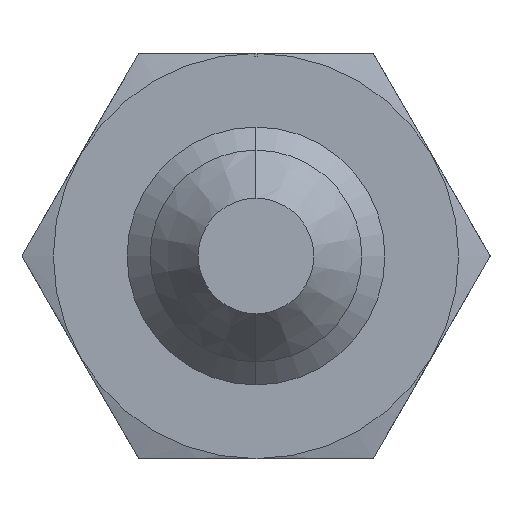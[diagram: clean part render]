
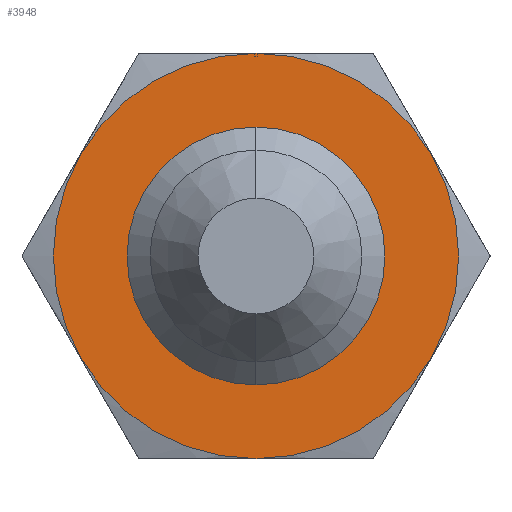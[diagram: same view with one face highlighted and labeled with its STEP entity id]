
A CAD part, left-side view. The second image highlights one B-rep face of the part: STEP entity #3948.
In plain terms, the highlighted planar face has unit normal (-1, 0, 0).
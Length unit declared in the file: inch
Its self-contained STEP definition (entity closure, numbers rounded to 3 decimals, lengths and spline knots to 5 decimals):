
#280 = CARTESIAN_POINT ( 'NONE',  ( 0.55, 0., -0.212 ) ) ;
#362 = DIRECTION ( 'NONE',  ( 0., 0., 1. ) ) ;
#689 = DIRECTION ( 'NONE',  ( 1., 0., 0. ) ) ;
#780 = AXIS2_PLACEMENT_3D ( 'NONE', #2320, #689, #2227 ) ;
#809 = CIRCLE ( 'NONE', #780, 0.34375 ) ;
#854 = EDGE_LOOP ( 'NONE', ( #979, #1412 ) ) ;
#955 = EDGE_CURVE ( 'NONE', #2362, #1133, #809, .T. ) ;
#979 = ORIENTED_EDGE ( 'NONE', *, *, #3481, .T. ) ;
#1129 = DIRECTION ( 'NONE',  ( 1., 0., 0. ) ) ;
#1133 = VERTEX_POINT ( 'NONE', #1143 ) ;
#1143 = CARTESIAN_POINT ( 'NONE',  ( 0.55, 0., -0.34375 ) ) ;
#1279 = CIRCLE ( 'NONE', #1404, 0.212 ) ;
#1309 = VERTEX_POINT ( 'NONE', #3417 ) ;
#1404 = AXIS2_PLACEMENT_3D ( 'NONE', #1773, #1129, #2117 ) ;
#1412 = ORIENTED_EDGE ( 'NONE', *, *, #1502, .T. ) ;
#1502 = EDGE_CURVE ( 'NONE', #1309, #2342, #1279, .T. ) ;
#1637 = CARTESIAN_POINT ( 'NONE',  ( 0.55, 0.34375, 0. ) ) ;
#1682 = ORIENTED_EDGE ( 'NONE', *, *, #3767, .F. ) ;
#1773 = CARTESIAN_POINT ( 'NONE',  ( 0.55, 0., 0. ) ) ;
#1838 = EDGE_LOOP ( 'NONE', ( #1682, #3208 ) ) ;
#2117 = DIRECTION ( 'NONE',  ( 0., 0., -1. ) ) ;
#2165 = AXIS2_PLACEMENT_3D ( 'NONE', #2502, #3162, #3501 ) ;
#2227 = DIRECTION ( 'NONE',  ( 0., 0., -1. ) ) ;
#2320 = CARTESIAN_POINT ( 'NONE',  ( 0.55, 0., 0. ) ) ;
#2342 = VERTEX_POINT ( 'NONE', #280 ) ;
#2362 = VERTEX_POINT ( 'NONE', #3941 ) ;
#2397 = AXIS2_PLACEMENT_3D ( 'NONE', #3520, #3180, #3833 ) ;
#2502 = CARTESIAN_POINT ( 'NONE',  ( 0.55, 0., 0. ) ) ;
#2752 = FACE_BOUND ( 'NONE', #854, .T. ) ;
#2842 = AXIS2_PLACEMENT_3D ( 'NONE', #1637, #3000, #362 ) ;
#3000 = DIRECTION ( 'NONE',  ( -1., 0., 0. ) ) ;
#3162 = DIRECTION ( 'NONE',  ( 1., 0., 0. ) ) ;
#3180 = DIRECTION ( 'NONE',  ( 1., 0., 0. ) ) ;
#3208 = ORIENTED_EDGE ( 'NONE', *, *, #955, .F. ) ;
#3218 = CIRCLE ( 'NONE', #2397, 0.34375 ) ;
#3387 = FACE_OUTER_BOUND ( 'NONE', #1838, .T. ) ;
#3417 = CARTESIAN_POINT ( 'NONE',  ( 0.55, 0., 0.212 ) ) ;
#3481 = EDGE_CURVE ( 'NONE', #2342, #1309, #3737, .T. ) ;
#3501 = DIRECTION ( 'NONE',  ( 0., 0., -1. ) ) ;
#3520 = CARTESIAN_POINT ( 'NONE',  ( 0.55, 0., 0. ) ) ;
#3737 = CIRCLE ( 'NONE', #2165, 0.212 ) ;
#3767 = EDGE_CURVE ( 'NONE', #1133, #2362, #3218, .T. ) ;
#3833 = DIRECTION ( 'NONE',  ( 0., 0., -1. ) ) ;
#3919 = PLANE ( 'NONE',  #2842 ) ;
#3941 = CARTESIAN_POINT ( 'NONE',  ( 0.55, 0., 0.34375 ) ) ;
#3948 = ADVANCED_FACE ( 'NONE', ( #2752, #3387 ), #3919, .T. ) ;
